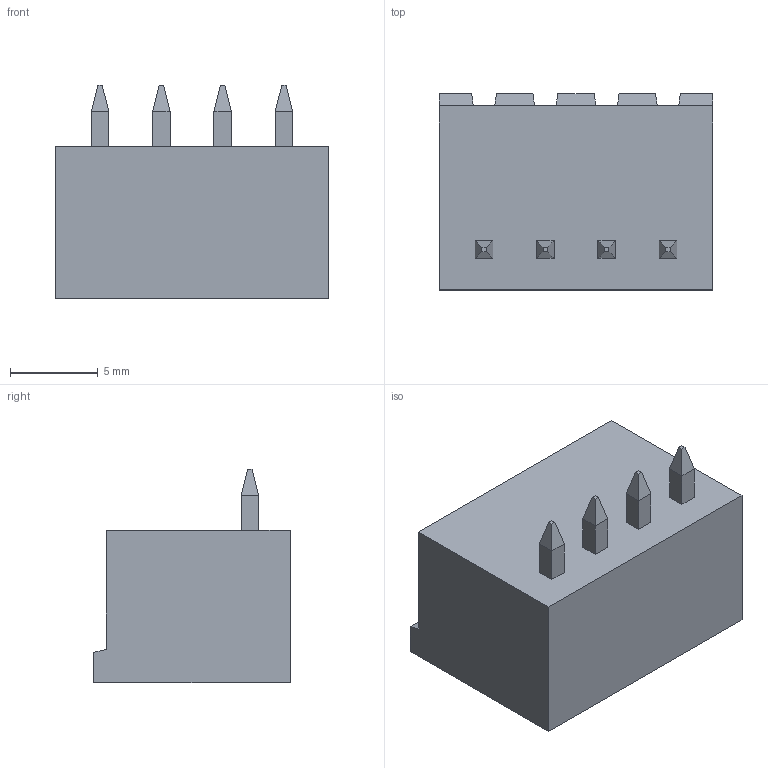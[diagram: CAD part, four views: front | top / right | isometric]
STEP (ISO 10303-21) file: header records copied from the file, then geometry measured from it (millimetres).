
FILE_DESCRIPTION(/* description */ (''),/* implementation_level */ '2;1');
FILE_NAME(/* name */ '31182104.stp',/* time_stamp */ '2020-06-27T21:43:41+02:00',/* author */ ('Sven'),/* organization */ ('MC TECHNOLOGY GmbH'),/* preprocessor_version */ 'ST-DEVELOPER v18',/* originating_system */ 'Autodesk Inventor 2020',/* authorisation */ '');
FILE_SCHEMA (('AUTOMOTIVE_DESIGN { 1 0 10303 214 3 1 1 }'));
Length unit declared in the file: millimetre
Products named in the file (1): 31182104
Bounding box: 15.6 x 11.2 x 12.2 mm (x, y, z)
Volume: 883.9 mm3; surface area: 1321.6 mm2
Topology: 5 solids, 5 shells, 156 faces, 382 edges, 244 vertices
Faces by surface type: plane 152, cylinder 4
Entity records: 4504 total; most frequent: CARTESIAN_POINT 783, ORIENTED_EDGE 764, DIRECTION 704, EDGE_CURVE 382, LINE 374, VECTOR 374, VERTEX_POINT 244, AXIS2_PLACEMENT_3D 165
